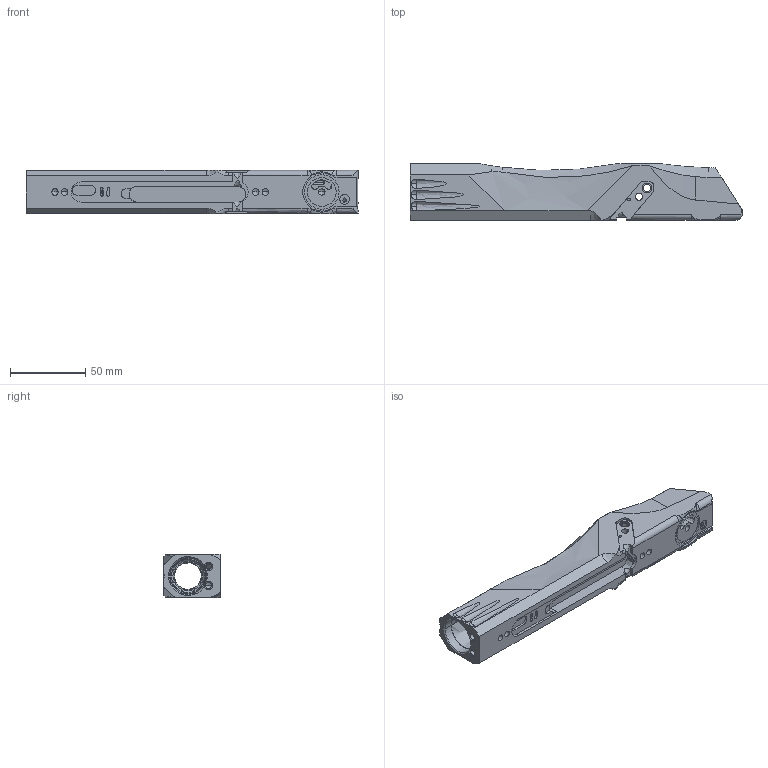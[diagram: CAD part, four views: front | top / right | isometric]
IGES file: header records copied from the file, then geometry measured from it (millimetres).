
Global section: file name: No Iges File Name specified; native system: Autodesk Inventor 2011; preprocessor: AutoDesk Inventor Iges Exporter R2011; author: Ydna; date: 20141103.115641; units: inch
Bounding box: 220.22 x 37.34 x 28.57 mm (x, y, z)
Volume: 96543.6 mm3; surface area: 49354.8 mm2
Topology: 1 solids, 1 shells, 277 faces, 784 edges, 492 vertices
Faces by surface type: revolution 147, plane 71, bspline 48, cylinder 10, cone 1
